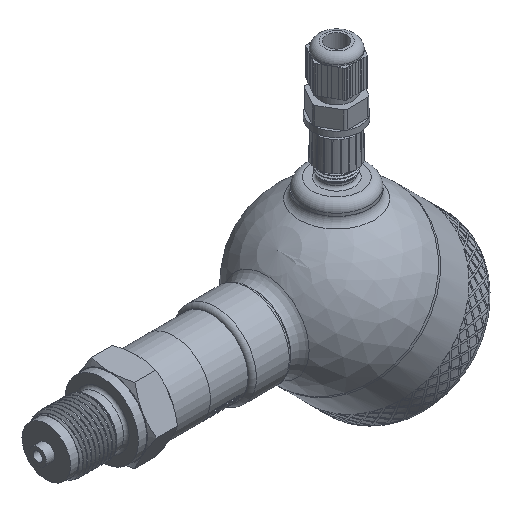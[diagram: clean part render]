
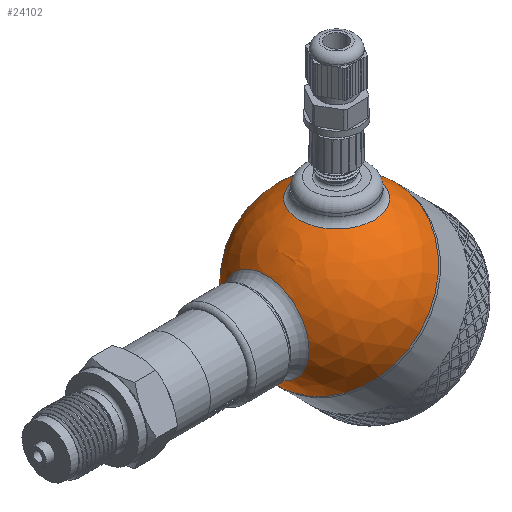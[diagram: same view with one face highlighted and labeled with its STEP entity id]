
A CAD part, isometric view. The second image highlights one B-rep face of the part: STEP entity #24102.
In plain terms, the highlighted spherical face has radius 30 mm.
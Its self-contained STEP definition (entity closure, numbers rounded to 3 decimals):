
#56=SPHERICAL_SURFACE('',#25568,30.);
#133=FACE_BOUND('',#3441,.T.);
#134=FACE_BOUND('',#3442,.T.);
#1868=FACE_OUTER_BOUND('',#3440,.T.);
#3440=EDGE_LOOP('',(#17587,#17588,#17589,#17590));
#3441=EDGE_LOOP('',(#17591));
#3442=EDGE_LOOP('',(#17592));
#4866=CIRCLE('',#25490,30.);
#4867=CIRCLE('',#25491,30.);
#4894=CIRCLE('',#25564,13.5);
#4897=CIRCLE('',#25569,30.);
#4898=CIRCLE('',#25570,15.643);
#9470=VERTEX_POINT('',#32664);
#9471=VERTEX_POINT('',#32666);
#9970=VERTEX_POINT('',#39053);
#9972=VERTEX_POINT('',#39060);
#9973=VERTEX_POINT('',#39062);
#12059=EDGE_CURVE('',#9470,#9471,#4866,.T.);
#12060=EDGE_CURVE('',#9471,#9470,#4867,.T.);
#12811=EDGE_CURVE('',#9970,#9970,#4894,.T.);
#12814=EDGE_CURVE('',#9471,#9972,#4897,.T.);
#12815=EDGE_CURVE('',#9973,#9973,#4898,.T.);
#17587=ORIENTED_EDGE('',*,*,#12060,.F.);
#17588=ORIENTED_EDGE('',*,*,#12814,.T.);
#17589=ORIENTED_EDGE('',*,*,#12814,.F.);
#17590=ORIENTED_EDGE('',*,*,#12059,.F.);
#17591=ORIENTED_EDGE('',*,*,#12815,.F.);
#17592=ORIENTED_EDGE('',*,*,#12811,.F.);
#24102=ADVANCED_FACE('',(#1868,#133,#134),#56,.T.);
#25490=AXIS2_PLACEMENT_3D('',#32667,#26834,#26835);
#25491=AXIS2_PLACEMENT_3D('',#32668,#26836,#26837);
#25564=AXIS2_PLACEMENT_3D('',#39054,#27246,#27247);
#25568=AXIS2_PLACEMENT_3D('',#39059,#27254,#27255);
#25569=AXIS2_PLACEMENT_3D('',#39061,#27256,#27257);
#25570=AXIS2_PLACEMENT_3D('',#39063,#27258,#27259);
#26834=DIRECTION('center_axis',(1.,0.,0.));
#26835=DIRECTION('ref_axis',(0.,1.,0.));
#26836=DIRECTION('center_axis',(1.,0.,0.));
#26837=DIRECTION('ref_axis',(0.,1.,0.));
#27246=DIRECTION('center_axis',(-0.707,0.,-0.707));
#27247=DIRECTION('ref_axis',(-0.707,0.,0.707));
#27254=DIRECTION('center_axis',(1.,0.,0.));
#27255=DIRECTION('ref_axis',(0.,-1.,0.));
#27256=DIRECTION('center_axis',(0.,0.,1.));
#27257=DIRECTION('ref_axis',(0.,1.,0.));
#27258=DIRECTION('center_axis',(-0.707,0.,0.707));
#27259=DIRECTION('ref_axis',(0.707,0.,0.707));
#32664=CARTESIAN_POINT('',(0.,-30.,0.));
#32666=CARTESIAN_POINT('',(0.,30.,0.));
#32667=CARTESIAN_POINT('Origin',(0.,0.,0.));
#32668=CARTESIAN_POINT('Origin',(0.,0.,0.));
#39053=CARTESIAN_POINT('',(-9.398,0.,-28.49));
#39054=CARTESIAN_POINT('Origin',(-18.944,0.,-18.944));
#39059=CARTESIAN_POINT('Origin',(0.,0.,0.));
#39060=CARTESIAN_POINT('',(-30.,0.,0.));
#39061=CARTESIAN_POINT('Origin',(0.,0.,0.));
#39062=CARTESIAN_POINT('',(-29.162,0.,7.04));
#39063=CARTESIAN_POINT('Origin',(-18.101,0.,18.101));
